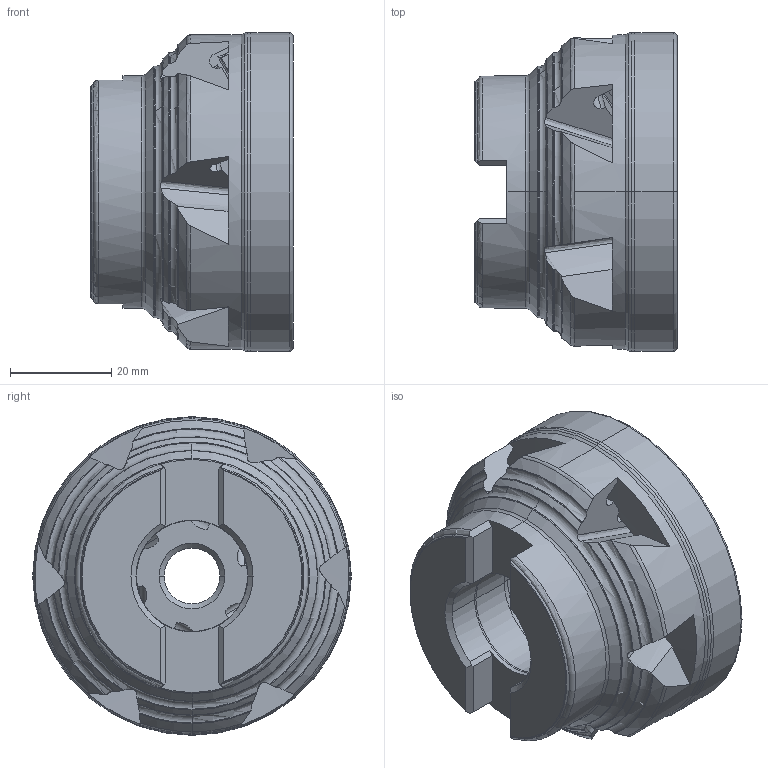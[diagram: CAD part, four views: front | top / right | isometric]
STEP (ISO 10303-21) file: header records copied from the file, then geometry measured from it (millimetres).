
FILE_DESCRIPTION (( 'STEP AP214' ), '1' );
FILE_NAME ('90PP-63-853-6.STEP', '2011-11-23T10:39:53', ( '' ), ( '' ), 'SwSTEP 2.0', 'SolidWorks 2010', '' );
FILE_SCHEMA (( 'AUTOMOTIVE_DESIGN' ));
Length unit declared in the file: millimetre
Products named in the file (1): 90PP-63-853-6
Bounding box: 40 x 63.01 x 63.01 mm (x, y, z)
Volume: 74911 mm3; surface area: 19019.4 mm2
Topology: 1 solids, 1 shells, 368 faces, 1072 edges, 678 vertices
Faces by surface type: cylinder 111, plane 108, torus 86, cone 51, bspline 12
Entity records: 13203 total; most frequent: CARTESIAN_POINT 4114, ORIENTED_EDGE 2144, DIRECTION 1666, EDGE_CURVE 1072, VERTEX_POINT 678, AXIS2_PLACEMENT_3D 654, EDGE_LOOP 378, ADVANCED_FACE 368
